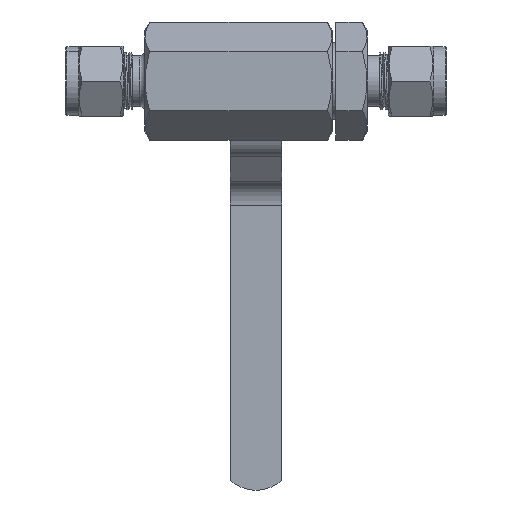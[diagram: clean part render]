
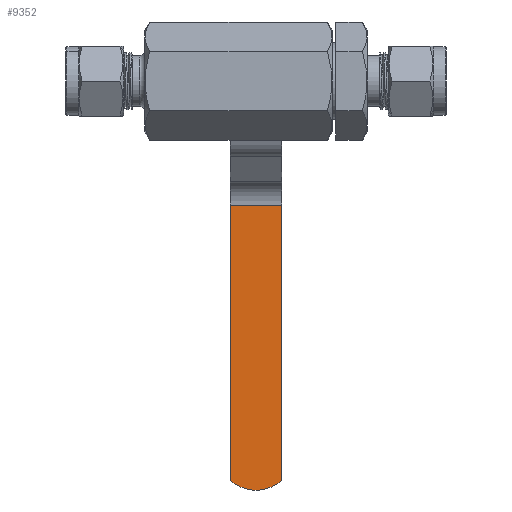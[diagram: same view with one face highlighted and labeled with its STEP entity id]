
A CAD part, front view. The second image highlights one B-rep face of the part: STEP entity #9352.
In plain terms, the highlighted planar face has unit normal (0, -1, 0).
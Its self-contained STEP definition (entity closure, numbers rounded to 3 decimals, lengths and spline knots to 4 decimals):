
#541 = CARTESIAN_POINT ( 'NONE',  ( 0., 1.65, -3.625 ) ) ;
#579 = DIRECTION ( 'NONE',  ( 0., 0., 1. ) ) ;
#591 = DIRECTION ( 'NONE',  ( 0., 1., 0. ) ) ;
#624 = CARTESIAN_POINT ( 'NONE',  ( 0.25, 1.65, -1.2141 ) ) ;
#634 = PLANE ( 'NONE',  #34899 ) ;
#2108 = CIRCLE ( 'NONE', #8389, 0.375 ) ;
#3800 = VERTEX_POINT ( 'NONE', #24257 ) ;
#4027 = DIRECTION ( 'NONE',  ( 0., 0., 1. ) ) ;
#7153 = VERTEX_POINT ( 'NONE', #14095 ) ;
#8389 = AXIS2_PLACEMENT_3D ( 'NONE', #541, #25987, #4027 ) ;
#9352 = ADVANCED_FACE ( 'NONE', ( #19326 ), #634, .F. ) ;
#9812 = ORIENTED_EDGE ( 'NONE', *, *, #45896, .T. ) ;
#10139 = DIRECTION ( 'NONE',  ( 0., 0., -1. ) ) ;
#14095 = CARTESIAN_POINT ( 'NONE',  ( 0.25, 1.65, -1.2141 ) ) ;
#15664 = LINE ( 'NONE', #43797, #24471 ) ;
#16666 = LINE ( 'NONE', #28659, #45123 ) ;
#19326 = FACE_OUTER_BOUND ( 'NONE', #21186, .T. ) ;
#20453 = LINE ( 'NONE', #26879, #39068 ) ;
#21186 = EDGE_LOOP ( 'NONE', ( #21366, #9812, #34251, #33642 ) ) ;
#21366 = ORIENTED_EDGE ( 'NONE', *, *, #40581, .T. ) ;
#22968 = EDGE_CURVE ( 'NONE', #7153, #3800, #15664, .T. ) ;
#24257 = CARTESIAN_POINT ( 'NONE',  ( -0.25, 1.65, -1.2141 ) ) ;
#24471 = VECTOR ( 'NONE', #43835, 39.3701 ) ;
#25524 = VERTEX_POINT ( 'NONE', #26594 ) ;
#25987 = DIRECTION ( 'NONE',  ( 0., -1., 0. ) ) ;
#26594 = CARTESIAN_POINT ( 'NONE',  ( -0.25, 1.65, -3.9045 ) ) ;
#26832 = DIRECTION ( 'NONE',  ( 0., 0., -1. ) ) ;
#26879 = CARTESIAN_POINT ( 'NONE',  ( -0.25, 1.65, -1.2141 ) ) ;
#28659 = CARTESIAN_POINT ( 'NONE',  ( 0.25, 1.65, -1.2141 ) ) ;
#28760 = CARTESIAN_POINT ( 'NONE',  ( 0.25, 1.65, -3.9045 ) ) ;
#33642 = ORIENTED_EDGE ( 'NONE', *, *, #22968, .T. ) ;
#34251 = ORIENTED_EDGE ( 'NONE', *, *, #45485, .F. ) ;
#34899 = AXIS2_PLACEMENT_3D ( 'NONE', #624, #591, #579 ) ;
#39068 = VECTOR ( 'NONE', #26832, 39.3701 ) ;
#40581 = EDGE_CURVE ( 'NONE', #3800, #25524, #20453, .T. ) ;
#43797 = CARTESIAN_POINT ( 'NONE',  ( 0.25, 1.65, -1.2141 ) ) ;
#43835 = DIRECTION ( 'NONE',  ( -1., 0., 0. ) ) ;
#45123 = VECTOR ( 'NONE', #10139, 39.3701 ) ;
#45485 = EDGE_CURVE ( 'NONE', #7153, #45774, #16666, .T. ) ;
#45774 = VERTEX_POINT ( 'NONE', #28760 ) ;
#45896 = EDGE_CURVE ( 'NONE', #25524, #45774, #2108, .T. ) ;
